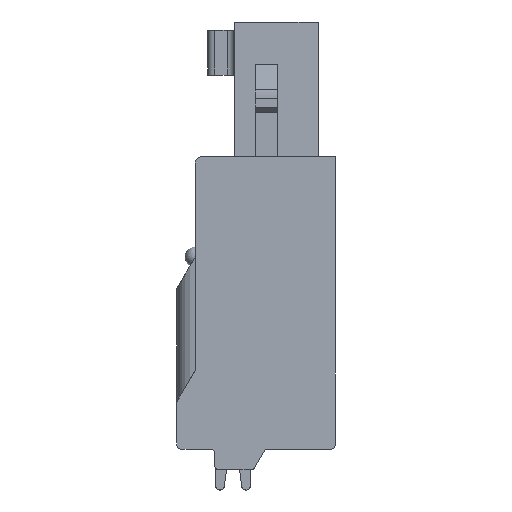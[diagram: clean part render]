
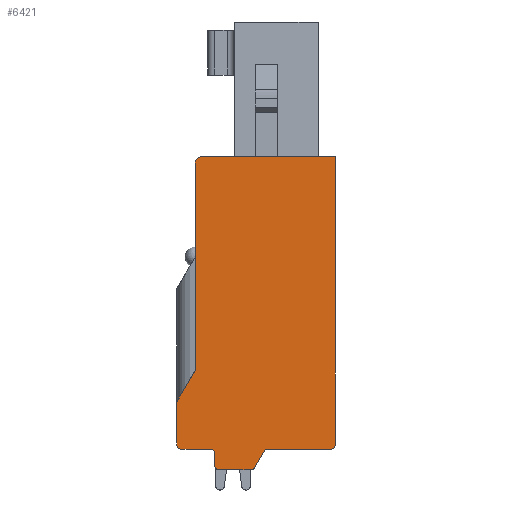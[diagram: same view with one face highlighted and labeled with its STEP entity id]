
A CAD part, front view. The second image highlights one B-rep face of the part: STEP entity #6421.
In plain terms, the highlighted planar face has unit normal (0, -1, 0).
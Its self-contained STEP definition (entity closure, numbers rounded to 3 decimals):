
#781=DIRECTION('',(-1.,0.,0.));
#782=VECTOR('',#781,6.55);
#783=CARTESIAN_POINT('',(0.,0.,0.));
#784=LINE('',#783,#782);
#1318=DIRECTION('',(0.,0.,-1.));
#1319=VECTOR('',#1318,14.1);
#1320=CARTESIAN_POINT('',(0.,0.,0.));
#1321=LINE('',#1320,#1319);
#1322=CARTESIAN_POINT('',(-0.2,0.,-14.1));
#1323=DIRECTION('',(0.,1.,0.));
#1324=DIRECTION('',(1.,0.,0.));
#1325=AXIS2_PLACEMENT_3D('',#1322,#1323,#1324);
#1327=DIRECTION('',(-1.,0.,0.));
#1328=VECTOR('',#1327,3.107);
#1329=CARTESIAN_POINT('',(-0.2,0.,-14.3));
#1330=LINE('',#1329,#1328);
#1331=CARTESIAN_POINT('',(-3.307,0.,-14.5));
#1332=DIRECTION('',(0.,-1.,0.));
#1333=DIRECTION('',(0.,0.,1.));
#1334=AXIS2_PLACEMENT_3D('',#1331,#1332,#1333);
#1336=DIRECTION('',(-0.5,0.,-0.866));
#1337=VECTOR('',#1336,0.924);
#1338=CARTESIAN_POINT('',(-3.48,0.,-14.4));
#1339=LINE('',#1338,#1337);
#1340=CARTESIAN_POINT('',(-4.115,0.,-15.1));
#1341=DIRECTION('',(0.,1.,0.));
#1342=DIRECTION('',(0.866,0.,-0.5));
#1343=AXIS2_PLACEMENT_3D('',#1340,#1341,#1342);
#1345=DIRECTION('',(-1.,0.,0.));
#1346=VECTOR('',#1345,1.585);
#1347=CARTESIAN_POINT('',(-4.115,0.,-15.3));
#1348=LINE('',#1347,#1346);
#1349=CARTESIAN_POINT('',(-5.7,0.,-15.1));
#1350=DIRECTION('',(0.,1.,0.));
#1351=DIRECTION('',(0.,0.,-1.));
#1352=AXIS2_PLACEMENT_3D('',#1349,#1350,#1351);
#1354=DIRECTION('',(0.,0.,1.));
#1355=VECTOR('',#1354,0.6);
#1356=CARTESIAN_POINT('',(-5.9,0.,-15.1));
#1357=LINE('',#1356,#1355);
#1358=CARTESIAN_POINT('',(-6.1,0.,-14.5));
#1359=DIRECTION('',(0.,-1.,0.));
#1360=DIRECTION('',(1.,0.,0.));
#1361=AXIS2_PLACEMENT_3D('',#1358,#1359,#1360);
#1363=DIRECTION('',(-1.,0.,0.));
#1364=VECTOR('',#1363,1.45);
#1365=CARTESIAN_POINT('',(-6.1,0.,-14.3));
#1366=LINE('',#1365,#1364);
#1367=CARTESIAN_POINT('',(-7.55,0.,-14.1));
#1368=DIRECTION('',(0.,1.,0.));
#1369=DIRECTION('',(0.,0.,-1.));
#1370=AXIS2_PLACEMENT_3D('',#1367,#1368,#1369);
#1372=DIRECTION('',(0.,0.,1.));
#1373=VECTOR('',#1372,2.1);
#1374=CARTESIAN_POINT('',(-7.75,0.,-14.1));
#1375=LINE('',#1374,#1373);
#1376=DIRECTION('',(0.5,0.,0.866));
#1377=VECTOR('',#1376,1.8);
#1378=CARTESIAN_POINT('',(-7.75,0.,-12.));
#1379=LINE('',#1378,#1377);
#1380=DIRECTION('',(0.,0.,1.));
#1381=VECTOR('',#1380,10.141);
#1382=CARTESIAN_POINT('',(-6.85,0.,-10.441));
#1383=LINE('',#1382,#1381);
#1384=CARTESIAN_POINT('',(-6.55,0.,-0.3));
#1385=DIRECTION('',(0.,1.,0.));
#1386=DIRECTION('',(-1.,0.,0.));
#1387=AXIS2_PLACEMENT_3D('',#1384,#1385,#1386);
#3743=CARTESIAN_POINT('',(-6.85,0.,-0.3));
#3744=VERTEX_POINT('',#3743);
#3745=CARTESIAN_POINT('',(-6.85,0.,-10.441));
#3746=VERTEX_POINT('',#3745);
#3769=CARTESIAN_POINT('',(-7.75,0.,-12.));
#3770=VERTEX_POINT('',#3769);
#3771=CARTESIAN_POINT('',(-7.75,0.,-14.1));
#3772=VERTEX_POINT('',#3771);
#3773=CARTESIAN_POINT('',(-7.55,0.,-14.3));
#3774=VERTEX_POINT('',#3773);
#3775=CARTESIAN_POINT('',(-6.1,0.,-14.3));
#3776=VERTEX_POINT('',#3775);
#3781=CARTESIAN_POINT('',(-3.307,0.,-14.3));
#3782=VERTEX_POINT('',#3781);
#3783=CARTESIAN_POINT('',(-0.2,0.,-14.3));
#3784=VERTEX_POINT('',#3783);
#3801=CARTESIAN_POINT('',(0.,0.,-14.1));
#3802=VERTEX_POINT('',#3801);
#3803=CARTESIAN_POINT('',(0.,0.,0.));
#3804=VERTEX_POINT('',#3803);
#3805=CARTESIAN_POINT('',(-6.55,0.,0.));
#3806=VERTEX_POINT('',#3805);
#3825=CARTESIAN_POINT('',(-3.48,0.,-14.4));
#3826=VERTEX_POINT('',#3825);
#3827=CARTESIAN_POINT('',(-3.942,0.,-15.2));
#3828=VERTEX_POINT('',#3827);
#3829=CARTESIAN_POINT('',(-4.115,0.,-15.3));
#3830=VERTEX_POINT('',#3829);
#3831=CARTESIAN_POINT('',(-5.7,0.,-15.3));
#3832=VERTEX_POINT('',#3831);
#3833=CARTESIAN_POINT('',(-5.9,0.,-15.1));
#3834=VERTEX_POINT('',#3833);
#3835=CARTESIAN_POINT('',(-5.9,0.,-14.5));
#3836=VERTEX_POINT('',#3835);
#6388=CARTESIAN_POINT('',(0.,0.,0.));
#6389=DIRECTION('',(0.,1.,0.));
#6390=DIRECTION('',(1.,0.,0.));
#6391=AXIS2_PLACEMENT_3D('',#6388,#6389,#6390);
#6392=PLANE('',#6391);
#6393=ORIENTED_EDGE('',*,*,#5772,.F.);
#6394=ORIENTED_EDGE('',*,*,#5735,.T.);
#6395=ORIENTED_EDGE('',*,*,#5720,.T.);
#6396=ORIENTED_EDGE('',*,*,#5611,.T.);
#6398=ORIENTED_EDGE('',*,*,#6397,.T.);
#6400=ORIENTED_EDGE('',*,*,#6399,.T.);
#6402=ORIENTED_EDGE('',*,*,#6401,.T.);
#6404=ORIENTED_EDGE('',*,*,#6403,.T.);
#6406=ORIENTED_EDGE('',*,*,#6405,.T.);
#6408=ORIENTED_EDGE('',*,*,#6407,.T.);
#6410=ORIENTED_EDGE('',*,*,#6409,.T.);
#6411=ORIENTED_EDGE('',*,*,#5603,.T.);
#6412=ORIENTED_EDGE('',*,*,#5580,.T.);
#6413=ORIENTED_EDGE('',*,*,#5565,.T.);
#6415=ORIENTED_EDGE('',*,*,#6414,.T.);
#6416=ORIENTED_EDGE('',*,*,#5461,.T.);
#6418=ORIENTED_EDGE('',*,*,#6417,.T.);
#6419=EDGE_LOOP('',(#6393,#6394,#6395,#6396,#6398,#6400,#6402,#6404,#6406,#6408,
#6410,#6411,#6412,#6413,#6415,#6416,#6418));
#6420=FACE_OUTER_BOUND('',#6419,.F.);
#1326=CIRCLE('',#1325,0.2);
#1335=CIRCLE('',#1334,0.2);
#1344=CIRCLE('',#1343,0.2);
#1353=CIRCLE('',#1352,0.2);
#1362=CIRCLE('',#1361,0.2);
#1371=CIRCLE('',#1370,0.2);
#1388=CIRCLE('',#1387,0.3);
#5461=EDGE_CURVE('',#3746,#3744,#1383,.T.);
#5565=EDGE_CURVE('',#3772,#3770,#1375,.T.);
#5580=EDGE_CURVE('',#3774,#3772,#1371,.T.);
#5603=EDGE_CURVE('',#3776,#3774,#1366,.T.);
#5611=EDGE_CURVE('',#3784,#3782,#1330,.T.);
#5720=EDGE_CURVE('',#3802,#3784,#1326,.T.);
#5735=EDGE_CURVE('',#3804,#3802,#1321,.T.);
#5772=EDGE_CURVE('',#3804,#3806,#784,.T.);
#6397=EDGE_CURVE('',#3782,#3826,#1335,.T.);
#6399=EDGE_CURVE('',#3826,#3828,#1339,.T.);
#6401=EDGE_CURVE('',#3828,#3830,#1344,.T.);
#6403=EDGE_CURVE('',#3830,#3832,#1348,.T.);
#6405=EDGE_CURVE('',#3832,#3834,#1353,.T.);
#6407=EDGE_CURVE('',#3834,#3836,#1357,.T.);
#6409=EDGE_CURVE('',#3836,#3776,#1362,.T.);
#6414=EDGE_CURVE('',#3770,#3746,#1379,.T.);
#6417=EDGE_CURVE('',#3744,#3806,#1388,.T.);
#6421=ADVANCED_FACE('',(#6420),#6392,.F.);
